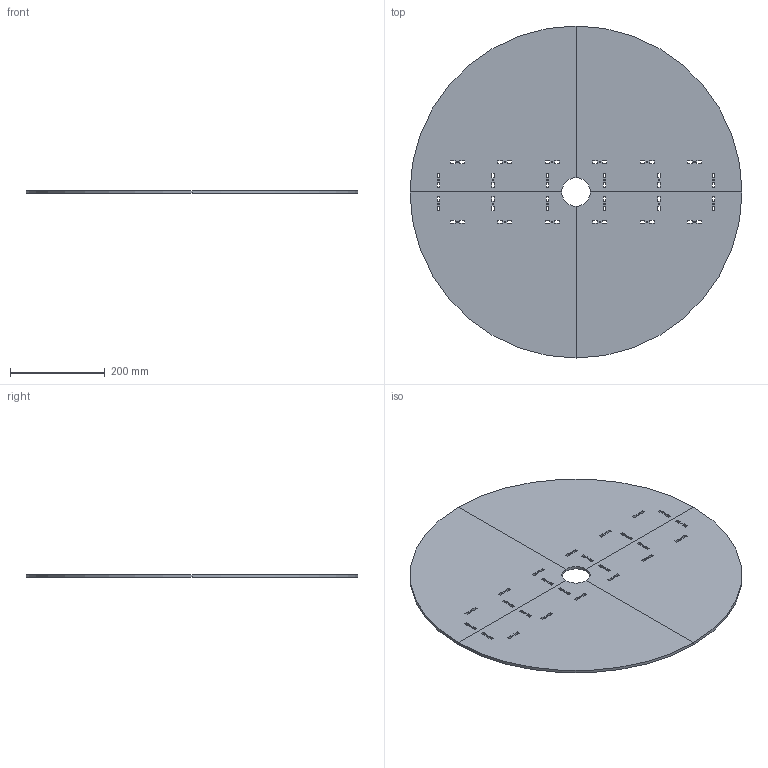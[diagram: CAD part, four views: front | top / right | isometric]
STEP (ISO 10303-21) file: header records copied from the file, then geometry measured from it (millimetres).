
FILE_DESCRIPTION(('FreeCAD Model'),'2;1');
FILE_NAME('plate4.step','2013-12-30T22:39:46', ('FreeCAD'),('FreeCAD'),'Open CASCADE STEP processor 6.5','FreeCAD', 'Unknown');
FILE_SCHEMA(('AUTOMOTIVE_DESIGN_CC2 { 1 2 10303 214 -1 1 5 4 }'));
Length unit declared in the file: millimetre
Products named in the file (1): Fusion001
Bounding box: 700 x 700 x 6 mm (x, y, z)
Volume: 2273808.1 mm3; surface area: 782834.9 mm2
Topology: 1 solids, 1 shells, 256 faces, 752 edges, 496 vertices
Faces by surface type: plane 224, cylinder 32
Full cylindrical faces by diameter (mm): 3 x24
Entity records: 18557 total; most frequent: CARTESIAN_POINT 3201, DIRECTION 2802, LINE 2128, VECTOR 2128, ORIENTED_EDGE 1504, PCURVE 1504, DEFINITIONAL_REPRESENTATION 1504, EDGE_CURVE 752
